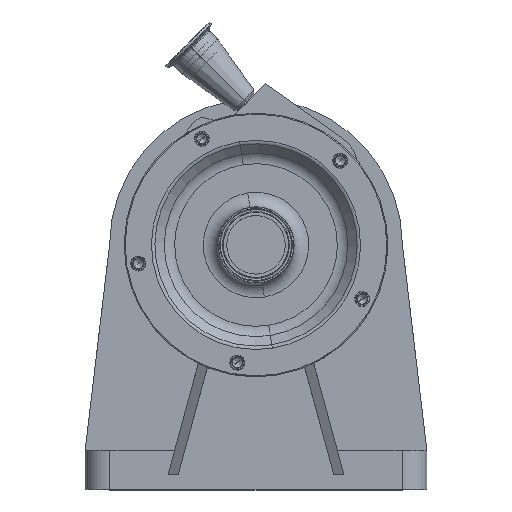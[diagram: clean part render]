
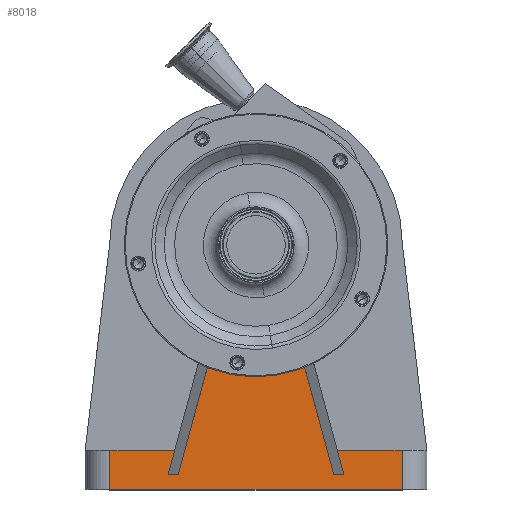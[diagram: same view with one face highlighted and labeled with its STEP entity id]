
A CAD part, top view. The second image highlights one B-rep face of the part: STEP entity #8018.
In plain terms, the highlighted planar face has unit normal (0, 0, 1).
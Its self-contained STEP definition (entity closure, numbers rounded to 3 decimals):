
#139 = VECTOR ( 'NONE', #953, 1000. ) ;
#173 = AXIS2_PLACEMENT_3D ( 'NONE', #10370, #8619, #1295 ) ;
#308 = VERTEX_POINT ( 'NONE', #1260 ) ;
#355 = CARTESIAN_POINT ( 'NONE',  ( 149.6, 40., -80. ) ) ;
#383 = CARTESIAN_POINT ( 'NONE',  ( 149.6, 0., -80. ) ) ;
#401 = EDGE_CURVE ( 'NONE', #7042, #3917, #10276, .T. ) ;
#432 = CARTESIAN_POINT ( 'NONE',  ( -90., 15., -80. ) ) ;
#805 = VECTOR ( 'NONE', #1283, 1000. ) ;
#874 = VERTEX_POINT ( 'NONE', #9931 ) ;
#880 = VECTOR ( 'NONE', #7386, 1000. ) ;
#953 = DIRECTION ( 'NONE',  ( -0.262, 0.965, 0. ) ) ;
#987 = AXIS2_PLACEMENT_3D ( 'NONE', #8380, #7020, #10266 ) ;
#1074 = DIRECTION ( 'NONE',  ( 1., 0., 0. ) ) ;
#1196 = DIRECTION ( 'NONE',  ( 0., -1., 0. ) ) ;
#1237 = LINE ( 'NONE', #383, #6076 ) ;
#1243 = EDGE_LOOP ( 'NONE', ( #2507, #4431, #6770, #8713, #9479, #2417, #6305, #6827, #1475, #8931, #10089, #2427 ) ) ;
#1260 = CARTESIAN_POINT ( 'NONE',  ( -149.6, 40., -80. ) ) ;
#1264 = CARTESIAN_POINT ( 'NONE',  ( -40.6, 158.613, -80. ) ) ;
#1283 = DIRECTION ( 'NONE',  ( 1., 0., 0. ) ) ;
#1295 = DIRECTION ( 'NONE',  ( -1., 0., 0. ) ) ;
#1409 = PLANE ( 'NONE',  #173 ) ;
#1475 = ORIENTED_EDGE ( 'NONE', *, *, #401, .T. ) ;
#1733 = CARTESIAN_POINT ( 'NONE',  ( -67.186, 98.928, -80. ) ) ;
#1776 = VERTEX_POINT ( 'NONE', #2320 ) ;
#1783 = CARTESIAN_POINT ( 'NONE',  ( 149.6, 0., -80. ) ) ;
#1797 = LINE ( 'NONE', #5804, #7070 ) ;
#2132 = EDGE_CURVE ( 'NONE', #3866, #10298, #6383, .T. ) ;
#2227 = DIRECTION ( 'NONE',  ( 0.262, -0.965, 0. ) ) ;
#2260 = EDGE_CURVE ( 'NONE', #6455, #8981, #1797, .T. ) ;
#2320 = CARTESIAN_POINT ( 'NONE',  ( 40.6, 158.613, -80. ) ) ;
#2417 = ORIENTED_EDGE ( 'NONE', *, *, #9923, .T. ) ;
#2427 = ORIENTED_EDGE ( 'NONE', *, *, #6916, .T. ) ;
#2507 = ORIENTED_EDGE ( 'NONE', *, *, #2132, .T. ) ;
#2510 = CARTESIAN_POINT ( 'NONE',  ( 79.637, 15., -80. ) ) ;
#2642 = LINE ( 'NONE', #1733, #8222 ) ;
#3180 = DIRECTION ( 'NONE',  ( 0., -1., 0. ) ) ;
#3279 = VECTOR ( 'NONE', #1074, 1000. ) ;
#3397 = CIRCLE ( 'NONE', #987, 100. ) ;
#3550 = EDGE_CURVE ( 'NONE', #9610, #874, #2642, .T. ) ;
#3656 = DIRECTION ( 'NONE',  ( 1., 0., 0. ) ) ;
#3704 = LINE ( 'NONE', #4397, #805 ) ;
#3804 = VERTEX_POINT ( 'NONE', #2510 ) ;
#3866 = VERTEX_POINT ( 'NONE', #1264 ) ;
#3908 = CARTESIAN_POINT ( 'NONE',  ( -79.637, 15., -80. ) ) ;
#3917 = VERTEX_POINT ( 'NONE', #9319 ) ;
#4369 = VECTOR ( 'NONE', #2227, 1000. ) ;
#4397 = CARTESIAN_POINT ( 'NONE',  ( 149.6, 40., -80. ) ) ;
#4420 = LINE ( 'NONE', #355, #6642 ) ;
#4431 = ORIENTED_EDGE ( 'NONE', *, *, #6355, .F. ) ;
#4910 = LINE ( 'NONE', #6606, #880 ) ;
#5356 = VECTOR ( 'NONE', #8067, 1000. ) ;
#5457 = VECTOR ( 'NONE', #3180, 1000. ) ;
#5519 = EDGE_CURVE ( 'NONE', #7042, #6455, #4420, .T. ) ;
#5595 = CARTESIAN_POINT ( 'NONE',  ( -40.6, 158.613, -80. ) ) ;
#5804 = CARTESIAN_POINT ( 'NONE',  ( 149.6, 40., -80. ) ) ;
#5889 = DIRECTION ( 'NONE',  ( 0.262, 0.965, 0. ) ) ;
#6076 = VECTOR ( 'NONE', #3656, 1000. ) ;
#6131 = EDGE_CURVE ( 'NONE', #3804, #3917, #8446, .T. ) ;
#6305 = ORIENTED_EDGE ( 'NONE', *, *, #2260, .F. ) ;
#6322 = CARTESIAN_POINT ( 'NONE',  ( -149.6, 0., -80. ) ) ;
#6355 = EDGE_CURVE ( 'NONE', #9610, #10298, #4910, .T. ) ;
#6383 = LINE ( 'NONE', #5595, #5356 ) ;
#6455 = VERTEX_POINT ( 'NONE', #9653 ) ;
#6535 = EDGE_CURVE ( 'NONE', #3804, #1776, #7480, .T. ) ;
#6606 = CARTESIAN_POINT ( 'NONE',  ( -90., 15., -80. ) ) ;
#6642 = VECTOR ( 'NONE', #6974, 1000. ) ;
#6770 = ORIENTED_EDGE ( 'NONE', *, *, #3550, .T. ) ;
#6827 = ORIENTED_EDGE ( 'NONE', *, *, #5519, .F. ) ;
#6916 = EDGE_CURVE ( 'NONE', #1776, #3866, #3397, .T. ) ;
#6974 = DIRECTION ( 'NONE',  ( 1., 0., 0. ) ) ;
#7020 = DIRECTION ( 'NONE',  ( 0., 0., -1. ) ) ;
#7042 = VERTEX_POINT ( 'NONE', #9893 ) ;
#7070 = VECTOR ( 'NONE', #1196, 1000. ) ;
#7134 = CARTESIAN_POINT ( 'NONE',  ( 87.773, 23.194, -80. ) ) ;
#7386 = DIRECTION ( 'NONE',  ( 1., 0., 0. ) ) ;
#7480 = LINE ( 'NONE', #10118, #139 ) ;
#8018 = ADVANCED_FACE ( 'NONE', ( #9419 ), #1409, .F. ) ;
#8047 = LINE ( 'NONE', #8883, #5457 ) ;
#8067 = DIRECTION ( 'NONE',  ( -0.262, -0.965, 0. ) ) ;
#8222 = VECTOR ( 'NONE', #5889, 1000. ) ;
#8380 = CARTESIAN_POINT ( 'NONE',  ( 0., 250., -80. ) ) ;
#8446 = LINE ( 'NONE', #9286, #3279 ) ;
#8619 = DIRECTION ( 'NONE',  ( 0., 0., -1. ) ) ;
#8713 = ORIENTED_EDGE ( 'NONE', *, *, #9877, .F. ) ;
#8883 = CARTESIAN_POINT ( 'NONE',  ( -149.6, 40., -80. ) ) ;
#8931 = ORIENTED_EDGE ( 'NONE', *, *, #6131, .F. ) ;
#8981 = VERTEX_POINT ( 'NONE', #1783 ) ;
#9286 = CARTESIAN_POINT ( 'NONE',  ( 0., 15., -80. ) ) ;
#9319 = CARTESIAN_POINT ( 'NONE',  ( 90., 15., -80. ) ) ;
#9341 = EDGE_CURVE ( 'NONE', #308, #9946, #8047, .T. ) ;
#9419 = FACE_OUTER_BOUND ( 'NONE', #1243, .T. ) ;
#9479 = ORIENTED_EDGE ( 'NONE', *, *, #9341, .T. ) ;
#9610 = VERTEX_POINT ( 'NONE', #432 ) ;
#9653 = CARTESIAN_POINT ( 'NONE',  ( 149.6, 40., -80. ) ) ;
#9877 = EDGE_CURVE ( 'NONE', #308, #874, #3704, .T. ) ;
#9893 = CARTESIAN_POINT ( 'NONE',  ( 83.204, 40., -80. ) ) ;
#9923 = EDGE_CURVE ( 'NONE', #9946, #8981, #1237, .T. ) ;
#9931 = CARTESIAN_POINT ( 'NONE',  ( -83.204, 40., -80. ) ) ;
#9946 = VERTEX_POINT ( 'NONE', #6322 ) ;
#10089 = ORIENTED_EDGE ( 'NONE', *, *, #6535, .T. ) ;
#10118 = CARTESIAN_POINT ( 'NONE',  ( 80.35, 12.377, -80. ) ) ;
#10266 = DIRECTION ( 'NONE',  ( -1., 0., 0. ) ) ;
#10276 = LINE ( 'NONE', #7134, #4369 ) ;
#10298 = VERTEX_POINT ( 'NONE', #3908 ) ;
#10370 = CARTESIAN_POINT ( 'NONE',  ( 149.6, 40., -80. ) ) ;
